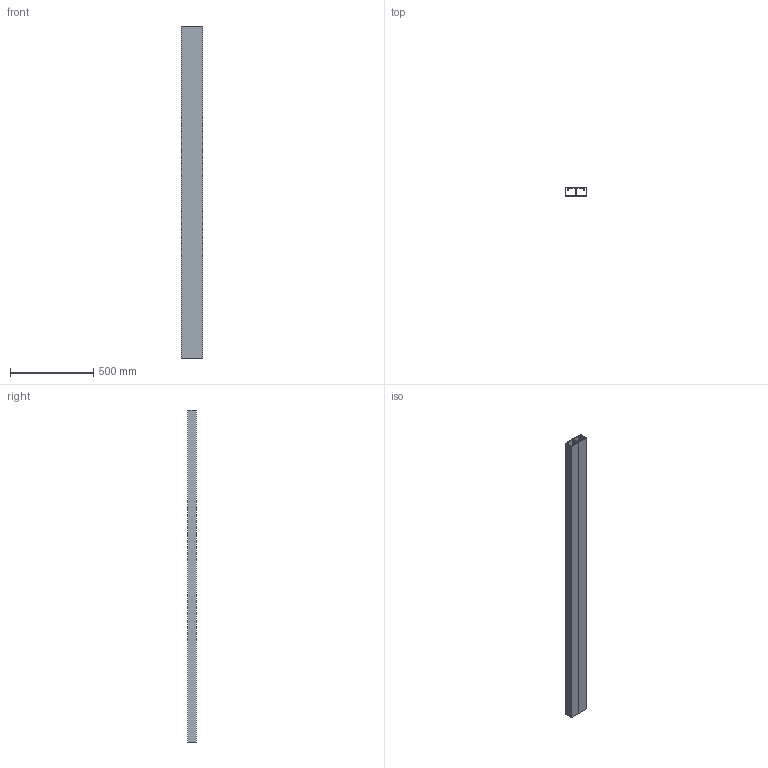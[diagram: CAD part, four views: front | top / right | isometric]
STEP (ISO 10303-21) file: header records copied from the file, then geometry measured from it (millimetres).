
FILE_DESCRIPTION (( 'STEP AP214' ), '1' );
FILE_NAME ('6113200.stp', '2016-05-23T11:01:02', ( '' ), ( '' ), 'SwSTEP 2.0', 'SolidWorks 2014', '' );
FILE_SCHEMA (( 'AUTOMOTIVE_DESIGN' ));
Length unit declared in the file: millimetre
Products named in the file (3): 6113200; 070050_L=2000 mit Lochung; 070046_L=2000
Assembly tree (3 placements, depth 2):
  6113200
    070050_L=2000 mit Lochung
    070046_L=2000  x2
Bounding box: 130 x 53 x 2000 mm (x, y, z)
Volume: 2085730.2 mm3; surface area: 1870610.1 mm2
Topology: 3 solids, 3 shells, 124 faces, 354 edges, 236 vertices
Faces by surface type: plane 86, cylinder 38
Entity records: 2842 total; most frequent: CARTESIAN_POINT 490, ORIENTED_EDGE 480, DIRECTION 460, EDGE_CURVE 240, VECTOR 200, LINE 200, VERTEX_POINT 160, AXIS2_PLACEMENT_3D 130
